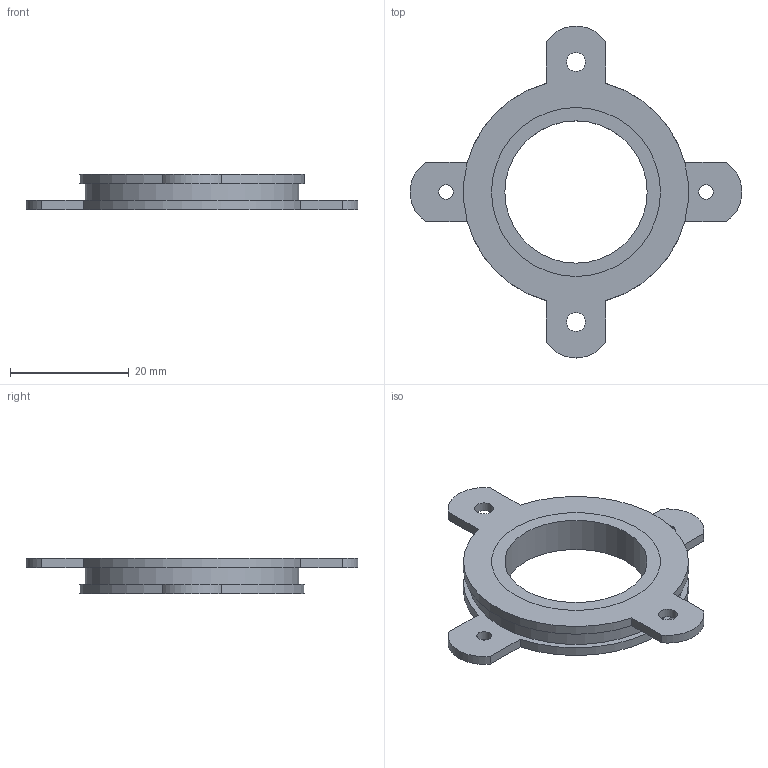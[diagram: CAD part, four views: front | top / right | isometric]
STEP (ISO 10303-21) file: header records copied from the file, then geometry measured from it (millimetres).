
FILE_DESCRIPTION(/* description */ (''),/* implementation_level */ '2;1');
FILE_NAME(/* name */ 'ZD-DF40.stp',/* time_stamp */ '2019-12-09T17:07:56+01:00',/* author */ ('edgar.garcia'),/* organization */ (''),/* preprocessor_version */ 'ST-DEVELOPER v17.2',/* originating_system */ 'Autodesk Inventor 2019',/* authorisation */ '');
FILE_SCHEMA (('AUTOMOTIVE_DESIGN { 1 0 10303 214 3 1 1 }'));
Products named in the file (4): D-00003332; D-00003329; D-00003330; D-00003327
Assembly tree (3 placements, depth 2):
  D-00003332
    D-00003329
    D-00003330
    D-00003327
Bounding box: 56 x 56 x 6 mm (x, y, z)
Volume: 4264.1 mm3; surface area: 5621.4 mm2
Topology: 3 solids, 3 shells, 34 faces, 90 edges, 64 vertices
Faces by surface type: cylinder 18, plane 16
Full cylindrical faces by diameter (mm): 2.459 x2, 3.2 x2, 24 x1, 28.5 x4, 36 x1
Entity records: 1262 total; most frequent: DIRECTION 220, CARTESIAN_POINT 195, ORIENTED_EDGE 180, EDGE_CURVE 90, AXIS2_PLACEMENT_3D 89, VERTEX_POINT 64, EDGE_LOOP 50, CIRCLE 48
